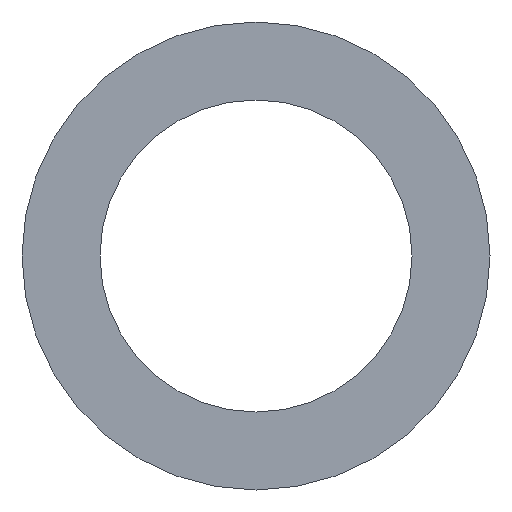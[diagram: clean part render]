
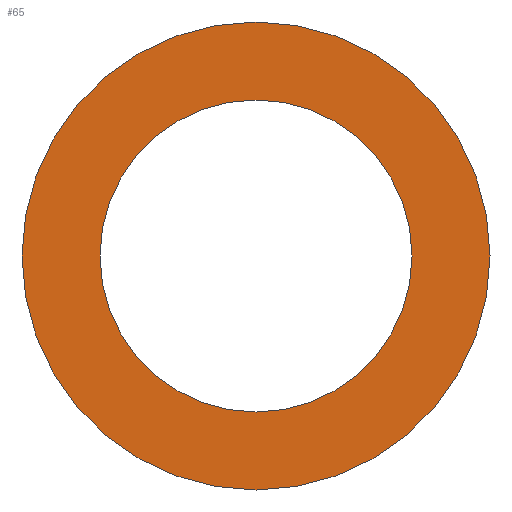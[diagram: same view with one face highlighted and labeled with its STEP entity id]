
A CAD part, front view. The second image highlights one B-rep face of the part: STEP entity #65.
In plain terms, the highlighted planar face has unit normal (0, -1, 0).
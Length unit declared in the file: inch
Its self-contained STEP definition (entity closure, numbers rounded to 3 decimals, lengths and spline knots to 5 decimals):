
#1 = DIRECTION ( 'NONE',  ( 0., 0., 1. ) ) ;
#3 = EDGE_LOOP ( 'NONE', ( #77, #216 ) ) ;
#5 = DIRECTION ( 'NONE',  ( 0., 1., 0. ) ) ;
#14 = EDGE_CURVE ( 'NONE', #86, #123, #105, .T. ) ;
#19 = DIRECTION ( 'NONE',  ( 0., 0., 1. ) ) ;
#21 = AXIS2_PLACEMENT_3D ( 'NONE', #93, #163, #1 ) ;
#24 = CARTESIAN_POINT ( 'NONE',  ( 0., -0.00591, -0.125 ) ) ;
#25 = AXIS2_PLACEMENT_3D ( 'NONE', #204, #41, #19 ) ;
#29 = EDGE_CURVE ( 'NONE', #123, #86, #144, .T. ) ;
#41 = DIRECTION ( 'NONE',  ( 0., 1., 0. ) ) ;
#44 = DIRECTION ( 'NONE',  ( 0., 1., 0. ) ) ;
#45 = CARTESIAN_POINT ( 'NONE',  ( 0., -0.00591, 0. ) ) ;
#46 = CIRCLE ( 'NONE', #148, 0.1875 ) ;
#57 = CARTESIAN_POINT ( 'NONE',  ( 0., -0.00591, 0. ) ) ;
#65 = ADVANCED_FACE ( 'NONE', ( #130, #194 ), #76, .F. ) ;
#68 = EDGE_LOOP ( 'NONE', ( #89, #185 ) ) ;
#76 = PLANE ( 'NONE',  #21 ) ;
#77 = ORIENTED_EDGE ( 'NONE', *, *, #14, .T. ) ;
#86 = VERTEX_POINT ( 'NONE', #24 ) ;
#87 = VERTEX_POINT ( 'NONE', #179 ) ;
#89 = ORIENTED_EDGE ( 'NONE', *, *, #126, .F. ) ;
#93 = CARTESIAN_POINT ( 'NONE',  ( 0., -0.00591, 0. ) ) ;
#105 = CIRCLE ( 'NONE', #25, 0.125 ) ;
#107 = DIRECTION ( 'NONE',  ( 0., 0., 1. ) ) ;
#109 = AXIS2_PLACEMENT_3D ( 'NONE', #45, #44, #107 ) ;
#111 = CARTESIAN_POINT ( 'NONE',  ( 0., -0.00591, -0.1875 ) ) ;
#119 = VERTEX_POINT ( 'NONE', #111 ) ;
#122 = CIRCLE ( 'NONE', #109, 0.1875 ) ;
#123 = VERTEX_POINT ( 'NONE', #193 ) ;
#126 = EDGE_CURVE ( 'NONE', #119, #87, #122, .T. ) ;
#128 = DIRECTION ( 'NONE',  ( 0., 1., 0. ) ) ;
#130 = FACE_OUTER_BOUND ( 'NONE', #68, .T. ) ;
#144 = CIRCLE ( 'NONE', #158, 0.125 ) ;
#148 = AXIS2_PLACEMENT_3D ( 'NONE', #197, #5, #168 ) ;
#158 = AXIS2_PLACEMENT_3D ( 'NONE', #57, #128, #174 ) ;
#163 = DIRECTION ( 'NONE',  ( 0., 1., 0. ) ) ;
#168 = DIRECTION ( 'NONE',  ( 0., 0., 1. ) ) ;
#174 = DIRECTION ( 'NONE',  ( 0., 0., 1. ) ) ;
#179 = CARTESIAN_POINT ( 'NONE',  ( 0., -0.00591, 0.1875 ) ) ;
#185 = ORIENTED_EDGE ( 'NONE', *, *, #215, .F. ) ;
#193 = CARTESIAN_POINT ( 'NONE',  ( 0., -0.00591, 0.125 ) ) ;
#194 = FACE_BOUND ( 'NONE', #3, .T. ) ;
#197 = CARTESIAN_POINT ( 'NONE',  ( 0., -0.00591, 0. ) ) ;
#204 = CARTESIAN_POINT ( 'NONE',  ( 0., -0.00591, 0. ) ) ;
#215 = EDGE_CURVE ( 'NONE', #87, #119, #46, .T. ) ;
#216 = ORIENTED_EDGE ( 'NONE', *, *, #29, .T. ) ;
